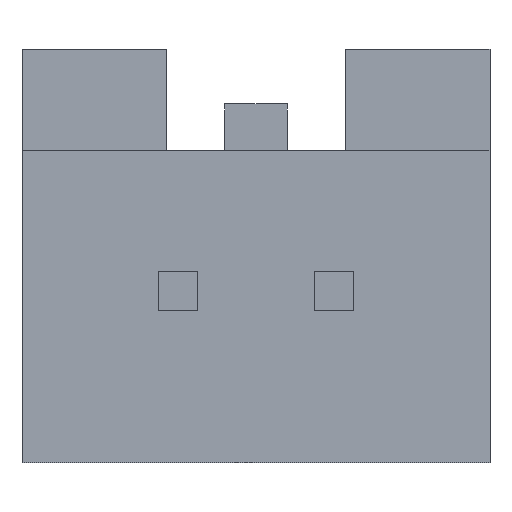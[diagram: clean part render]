
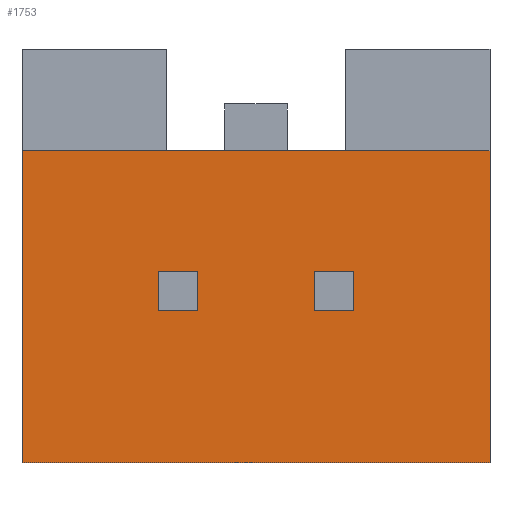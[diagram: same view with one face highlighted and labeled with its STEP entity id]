
A CAD part, front view. The second image highlights one B-rep face of the part: STEP entity #1753.
In plain terms, the highlighted planar face has unit normal (0, -1, 0).
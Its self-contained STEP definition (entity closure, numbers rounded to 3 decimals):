
#5 = EDGE_LOOP ( 'NONE', ( #6, #26, #20, #23 ) ) ;
#6 = ORIENTED_EDGE ( 'NONE', *, *, #28, .F. ) ;
#7 = ORIENTED_EDGE ( 'NONE', *, *, #36, .F. ) ;
#17 = EDGE_LOOP ( 'NONE', ( #1787, #1739, #1740, #1735 ) ) ;
#19 = VERTEX_POINT ( 'NONE', #511 ) ;
#20 = ORIENTED_EDGE ( 'NONE', *, *, #22, .T. ) ;
#21 = VERTEX_POINT ( 'NONE', #510 ) ;
#22 = EDGE_CURVE ( 'NONE', #19, #21, #509, .T. ) ;
#23 = ORIENTED_EDGE ( 'NONE', *, *, #24, .T. ) ;
#24 = EDGE_CURVE ( 'NONE', #21, #25, #505, .T. ) ;
#25 = VERTEX_POINT ( 'NONE', #501 ) ;
#26 = ORIENTED_EDGE ( 'NONE', *, *, #29, .T. ) ;
#27 = VERTEX_POINT ( 'NONE', #500 ) ;
#28 = EDGE_CURVE ( 'NONE', #27, #25, #499, .T. ) ;
#29 = EDGE_CURVE ( 'NONE', #27, #19, #495, .T. ) ;
#36 = EDGE_CURVE ( 'NONE', #1745, #1743, #546, .T. ) ;
#37 = EDGE_CURVE ( 'NONE', #1743, #1746, #542, .T. ) ;
#492 = DIRECTION ( 'NONE',  ( -1., 0., 0. ) ) ;
#493 = VECTOR ( 'NONE', #492, 1000. ) ;
#494 = CARTESIAN_POINT ( 'NONE',  ( 3., -3.85, 1.8 ) ) ;
#495 = LINE ( 'NONE', #494, #493 ) ;
#496 = DIRECTION ( 'NONE',  ( 0., 0., -1. ) ) ;
#497 = VECTOR ( 'NONE', #496, 1000. ) ;
#498 = CARTESIAN_POINT ( 'NONE',  ( 3., -3.85, 3.1 ) ) ;
#499 = LINE ( 'NONE', #498, #497 ) ;
#500 = CARTESIAN_POINT ( 'NONE',  ( 3., -3.85, 1.8 ) ) ;
#501 = CARTESIAN_POINT ( 'NONE',  ( 3., -3.85, -2.2 ) ) ;
#502 = DIRECTION ( 'NONE',  ( 1., 0., 0. ) ) ;
#503 = VECTOR ( 'NONE', #502, 1000. ) ;
#504 = CARTESIAN_POINT ( 'NONE',  ( -3., -3.85, -2.2 ) ) ;
#505 = LINE ( 'NONE', #504, #503 ) ;
#506 = DIRECTION ( 'NONE',  ( 0., 0., -1. ) ) ;
#507 = VECTOR ( 'NONE', #506, 1000. ) ;
#508 = CARTESIAN_POINT ( 'NONE',  ( -3., -3.85, 3.1 ) ) ;
#509 = LINE ( 'NONE', #508, #507 ) ;
#510 = CARTESIAN_POINT ( 'NONE',  ( -3., -3.85, -2.2 ) ) ;
#511 = CARTESIAN_POINT ( 'NONE',  ( -3., -3.85, 1.8 ) ) ;
#539 = DIRECTION ( 'NONE',  ( 0., 0., 1. ) ) ;
#540 = VECTOR ( 'NONE', #539, 1000. ) ;
#541 = CARTESIAN_POINT ( 'NONE',  ( -0.75, -3.85, 3.1 ) ) ;
#542 = LINE ( 'NONE', #541, #540 ) ;
#543 = DIRECTION ( 'NONE',  ( 1., 0., 0. ) ) ;
#544 = VECTOR ( 'NONE', #543, 1000. ) ;
#545 = CARTESIAN_POINT ( 'NONE',  ( -3., -3.85, -0.25 ) ) ;
#546 = LINE ( 'NONE', #545, #544 ) ;
#1551 = CARTESIAN_POINT ( 'NONE',  ( 1.25, -3.85, 0.25 ) ) ;
#1552 = CARTESIAN_POINT ( 'NONE',  ( 1.25, -3.85, -0.25 ) ) ;
#1553 = DIRECTION ( 'NONE',  ( 1., 0., 0. ) ) ;
#1554 = VECTOR ( 'NONE', #1553, 1000. ) ;
#1555 = CARTESIAN_POINT ( 'NONE',  ( -3., -3.85, -0.25 ) ) ;
#1556 = LINE ( 'NONE', #1555, #1554 ) ;
#1592 = DIRECTION ( 'NONE',  ( 0., 0., 1. ) ) ;
#1593 = DIRECTION ( 'NONE',  ( 0., 1., 0. ) ) ;
#1594 = CARTESIAN_POINT ( 'NONE',  ( -3., -3.85, 3.1 ) ) ;
#1595 = AXIS2_PLACEMENT_3D ( 'NONE', #1594, #1593, #1592 ) ;
#1596 = PLANE ( 'NONE',  #1595 ) ;
#1598 = FACE_BOUND ( 'NONE', #17, .T. ) ;
#1599 = FACE_OUTER_BOUND ( 'NONE', #5, .T. ) ;
#1600 = FACE_BOUND ( 'NONE', #1752, .T. ) ;
#1601 = DIRECTION ( 'NONE',  ( 0., 0., -1. ) ) ;
#1602 = VECTOR ( 'NONE', #1601, 1000. ) ;
#1603 = CARTESIAN_POINT ( 'NONE',  ( -1.25, -3.85, 3.1 ) ) ;
#1604 = LINE ( 'NONE', #1603, #1602 ) ;
#1605 = CARTESIAN_POINT ( 'NONE',  ( -1.25, -3.85, 0.25 ) ) ;
#1606 = DIRECTION ( 'NONE',  ( -1., 0., 0. ) ) ;
#1607 = VECTOR ( 'NONE', #1606, 1000. ) ;
#1608 = CARTESIAN_POINT ( 'NONE',  ( -3., -3.85, 0.25 ) ) ;
#1609 = LINE ( 'NONE', #1608, #1607 ) ;
#1610 = CARTESIAN_POINT ( 'NONE',  ( -0.75, -3.85, 0.25 ) ) ;
#1611 = CARTESIAN_POINT ( 'NONE',  ( -1.25, -3.85, -0.25 ) ) ;
#1612 = CARTESIAN_POINT ( 'NONE',  ( -0.75, -3.85, -0.25 ) ) ;
#1613 = DIRECTION ( 'NONE',  ( -1., 0., 0. ) ) ;
#1614 = VECTOR ( 'NONE', #1613, 1000. ) ;
#1615 = CARTESIAN_POINT ( 'NONE',  ( -3., -3.85, 0.25 ) ) ;
#1616 = LINE ( 'NONE', #1615, #1614 ) ;
#1617 = DIRECTION ( 'NONE',  ( 0., 0., 1. ) ) ;
#1618 = VECTOR ( 'NONE', #1617, 1000. ) ;
#1619 = CARTESIAN_POINT ( 'NONE',  ( 1.25, -3.85, 3.1 ) ) ;
#1620 = LINE ( 'NONE', #1619, #1618 ) ;
#1645 = CARTESIAN_POINT ( 'NONE',  ( 0.75, -3.85, 0.25 ) ) ;
#1650 = CARTESIAN_POINT ( 'NONE',  ( 0.75, -3.85, -0.25 ) ) ;
#1689 = DIRECTION ( 'NONE',  ( 0., 0., -1. ) ) ;
#1690 = VECTOR ( 'NONE', #1689, 1000. ) ;
#1691 = CARTESIAN_POINT ( 'NONE',  ( 0.75, -3.85, 3.1 ) ) ;
#1692 = LINE ( 'NONE', #1691, #1690 ) ;
#1735 = ORIENTED_EDGE ( 'NONE', *, *, #1736, .F. ) ;
#1736 = EDGE_CURVE ( 'NONE', #1781, #1737, #1556, .T. ) ;
#1737 = VERTEX_POINT ( 'NONE', #1552 ) ;
#1738 = VERTEX_POINT ( 'NONE', #1551 ) ;
#1739 = ORIENTED_EDGE ( 'NONE', *, *, #1742, .F. ) ;
#1740 = ORIENTED_EDGE ( 'NONE', *, *, #1741, .F. ) ;
#1741 = EDGE_CURVE ( 'NONE', #1737, #1738, #1620, .T. ) ;
#1742 = EDGE_CURVE ( 'NONE', #1738, #1784, #1616, .T. ) ;
#1743 = VERTEX_POINT ( 'NONE', #1612 ) ;
#1744 = ORIENTED_EDGE ( 'NONE', *, *, #37, .F. ) ;
#1745 = VERTEX_POINT ( 'NONE', #1611 ) ;
#1746 = VERTEX_POINT ( 'NONE', #1610 ) ;
#1747 = EDGE_CURVE ( 'NONE', #1746, #1749, #1609, .T. ) ;
#1748 = ORIENTED_EDGE ( 'NONE', *, *, #1747, .F. ) ;
#1749 = VERTEX_POINT ( 'NONE', #1605 ) ;
#1750 = EDGE_CURVE ( 'NONE', #1749, #1745, #1604, .T. ) ;
#1751 = ORIENTED_EDGE ( 'NONE', *, *, #1750, .F. ) ;
#1752 = EDGE_LOOP ( 'NONE', ( #1751, #1748, #1744, #7 ) ) ;
#1753 = ADVANCED_FACE ( 'NONE', ( #1600, #1599, #1598 ), #1596, .F. ) ;
#1781 = VERTEX_POINT ( 'NONE', #1650 ) ;
#1784 = VERTEX_POINT ( 'NONE', #1645 ) ;
#1785 = EDGE_CURVE ( 'NONE', #1784, #1781, #1692, .T. ) ;
#1787 = ORIENTED_EDGE ( 'NONE', *, *, #1785, .F. ) ;
